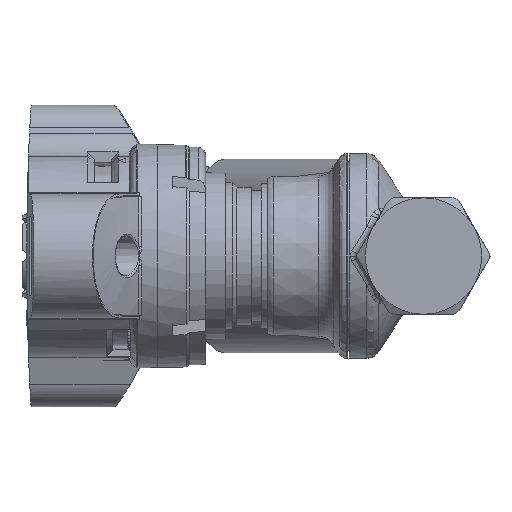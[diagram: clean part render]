
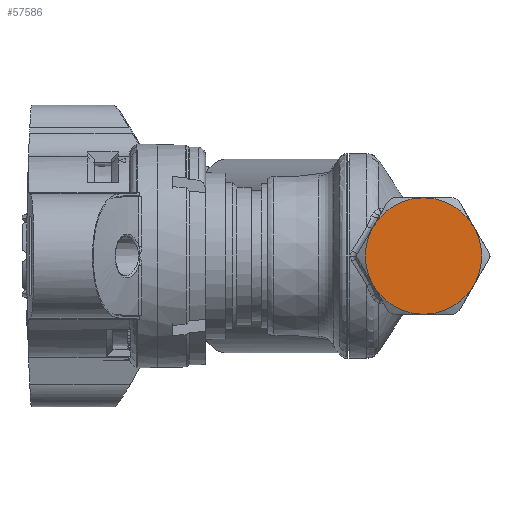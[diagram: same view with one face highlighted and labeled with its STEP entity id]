
A CAD part, left-side view. The second image highlights one B-rep face of the part: STEP entity #57586.
In plain terms, the highlighted planar face has unit normal (-1, 0, 0).
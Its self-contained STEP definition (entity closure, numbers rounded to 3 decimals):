
#3839=CIRCLE('',#61860,13.35);
#3840=CIRCLE('',#61861,13.35);
#3841=CIRCLE('',#61862,13.35);
#3842=CIRCLE('',#61863,13.35);
#3843=CIRCLE('',#61864,13.35);
#3844=CIRCLE('',#61865,13.35);
#8277=FACE_OUTER_BOUND('',#11404,.T.);
#11404=EDGE_LOOP('',(#43497,#43498,#43499,#43500,#43501,#43502,#43503,#43504,
#43505,#43506,#43507,#43508));
#15150=LINE('',#111310,#18793);
#15151=LINE('',#111314,#18794);
#15152=LINE('',#111318,#18795);
#15153=LINE('',#111322,#18796);
#15154=LINE('',#111326,#18797);
#15155=LINE('',#111329,#18798);
#18793=VECTOR('',#72736,0.986);
#18794=VECTOR('',#72739,0.986);
#18795=VECTOR('',#72742,0.986);
#18796=VECTOR('',#72745,0.986);
#18797=VECTOR('',#72748,0.986);
#18798=VECTOR('',#72751,0.986);
#23210=VERTEX_POINT('',#111306);
#23211=VERTEX_POINT('',#111307);
#23212=VERTEX_POINT('',#111309);
#23213=VERTEX_POINT('',#111311);
#23214=VERTEX_POINT('',#111313);
#23215=VERTEX_POINT('',#111315);
#23216=VERTEX_POINT('',#111317);
#23217=VERTEX_POINT('',#111319);
#23218=VERTEX_POINT('',#111321);
#23219=VERTEX_POINT('',#111323);
#23220=VERTEX_POINT('',#111325);
#23221=VERTEX_POINT('',#111327);
#30539=EDGE_CURVE('',#23210,#23211,#3839,.T.);
#30540=EDGE_CURVE('',#23211,#23212,#15150,.T.);
#30541=EDGE_CURVE('',#23212,#23213,#3840,.T.);
#30542=EDGE_CURVE('',#23213,#23214,#15151,.T.);
#30543=EDGE_CURVE('',#23214,#23215,#3841,.T.);
#30544=EDGE_CURVE('',#23215,#23216,#15152,.T.);
#30545=EDGE_CURVE('',#23216,#23217,#3842,.T.);
#30546=EDGE_CURVE('',#23217,#23218,#15153,.T.);
#30547=EDGE_CURVE('',#23219,#23218,#3843,.T.);
#30548=EDGE_CURVE('',#23219,#23220,#15154,.T.);
#30549=EDGE_CURVE('',#23221,#23220,#3844,.T.);
#30550=EDGE_CURVE('',#23221,#23210,#15155,.T.);
#43497=ORIENTED_EDGE('',*,*,#30539,.T.);
#43498=ORIENTED_EDGE('',*,*,#30540,.T.);
#43499=ORIENTED_EDGE('',*,*,#30541,.T.);
#43500=ORIENTED_EDGE('',*,*,#30542,.T.);
#43501=ORIENTED_EDGE('',*,*,#30543,.T.);
#43502=ORIENTED_EDGE('',*,*,#30544,.T.);
#43503=ORIENTED_EDGE('',*,*,#30545,.T.);
#43504=ORIENTED_EDGE('',*,*,#30546,.T.);
#43505=ORIENTED_EDGE('',*,*,#30547,.F.);
#43506=ORIENTED_EDGE('',*,*,#30548,.T.);
#43507=ORIENTED_EDGE('',*,*,#30549,.F.);
#43508=ORIENTED_EDGE('',*,*,#30550,.T.);
#52189=PLANE('',#61859);
#57586=ADVANCED_FACE('',(#8277),#52189,.T.);
#61859=AXIS2_PLACEMENT_3D('',#111305,#72732,#72733);
#61860=AXIS2_PLACEMENT_3D('',#111308,#72734,#72735);
#61861=AXIS2_PLACEMENT_3D('',#111312,#72737,#72738);
#61862=AXIS2_PLACEMENT_3D('',#111316,#72740,#72741);
#61863=AXIS2_PLACEMENT_3D('',#111320,#72743,#72744);
#61864=AXIS2_PLACEMENT_3D('',#111324,#72746,#72747);
#61865=AXIS2_PLACEMENT_3D('',#111328,#72749,#72750);
#72732=DIRECTION('center_axis',(-1.,0.,0.));
#72733=DIRECTION('ref_axis',(0.,1.,0.));
#72734=DIRECTION('center_axis',(-1.,0.,0.));
#72735=DIRECTION('ref_axis',(0.,0.884,0.468));
#72736=DIRECTION('',(0.,-0.5,-0.866));
#72737=DIRECTION('center_axis',(-1.,0.,0.));
#72738=DIRECTION('ref_axis',(0.,0.847,-0.532));
#72739=DIRECTION('',(0.,-1.,0.));
#72740=DIRECTION('center_axis',(-1.,0.,0.));
#72741=DIRECTION('ref_axis',(0.,-0.037,-0.999));
#72742=DIRECTION('',(0.,-0.5,0.866));
#72743=DIRECTION('center_axis',(-1.,0.,0.));
#72744=DIRECTION('ref_axis',(0.,-0.884,-0.468));
#72745=DIRECTION('',(0.,0.5,0.866));
#72746=DIRECTION('center_axis',(1.,0.,0.));
#72747=DIRECTION('ref_axis',(0.,-0.037,0.999));
#72748=DIRECTION('',(0.,1.,0.));
#72749=DIRECTION('center_axis',(1.,0.,0.));
#72750=DIRECTION('ref_axis',(0.,0.847,0.532));
#72751=DIRECTION('',(0.,0.5,-0.866));
#111305=CARTESIAN_POINT('Origin',(-33.,0.,0.));
#111306=CARTESIAN_POINT('',(-33.,11.8,6.243));
#111307=CARTESIAN_POINT('',(-33.,11.8,-6.243));
#111308=CARTESIAN_POINT('Origin',(-33.,0.,0.));
#111309=CARTESIAN_POINT('',(-33.,11.307,-7.097));
#111310=CARTESIAN_POINT('',(-33.,11.8,-6.243));
#111311=CARTESIAN_POINT('',(-33.,0.493,-13.341));
#111312=CARTESIAN_POINT('Origin',(-33.,0.,0.));
#111313=CARTESIAN_POINT('',(-33.,-0.493,-13.341));
#111314=CARTESIAN_POINT('',(-33.,0.493,-13.341));
#111315=CARTESIAN_POINT('',(-33.,-11.307,-7.097));
#111316=CARTESIAN_POINT('Origin',(-33.,0.,0.));
#111317=CARTESIAN_POINT('',(-33.,-11.8,-6.243));
#111318=CARTESIAN_POINT('',(-33.,-11.307,-7.097));
#111319=CARTESIAN_POINT('',(-33.,-11.8,6.243));
#111320=CARTESIAN_POINT('Origin',(-33.,0.,0.));
#111321=CARTESIAN_POINT('',(-33.,-11.307,7.097));
#111322=CARTESIAN_POINT('',(-33.,-11.8,6.243));
#111323=CARTESIAN_POINT('',(-33.,-0.493,13.341));
#111324=CARTESIAN_POINT('Origin',(-33.,0.,0.));
#111325=CARTESIAN_POINT('',(-33.,0.493,13.341));
#111326=CARTESIAN_POINT('',(-33.,-0.493,13.341));
#111327=CARTESIAN_POINT('',(-33.,11.307,7.097));
#111328=CARTESIAN_POINT('Origin',(-33.,0.,0.));
#111329=CARTESIAN_POINT('',(-33.,11.307,7.097));
